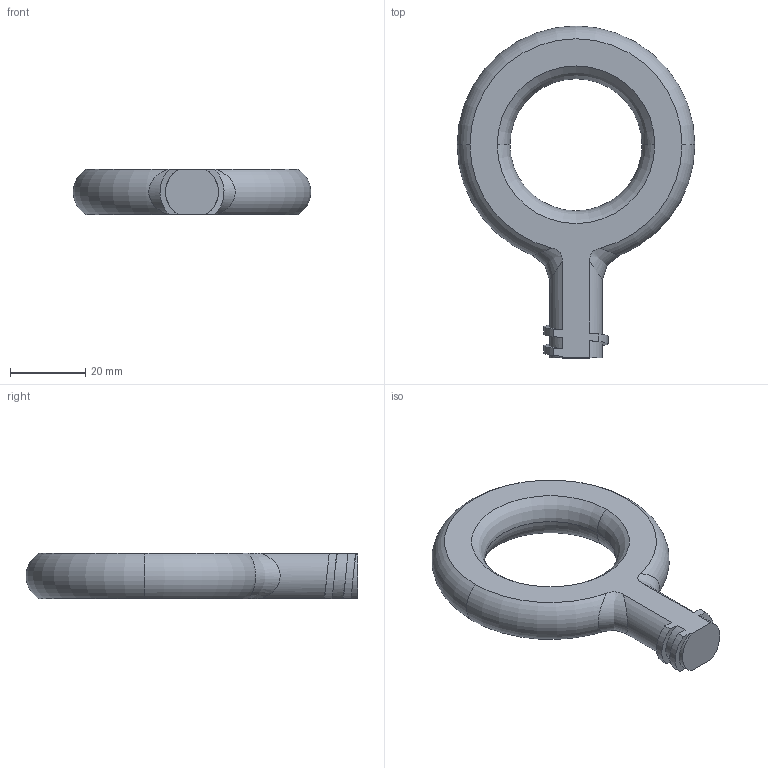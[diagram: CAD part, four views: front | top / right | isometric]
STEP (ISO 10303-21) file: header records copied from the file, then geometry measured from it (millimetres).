
FILE_DESCRIPTION (( 'STEP AP214' ), '1' );
FILE_NAME ('oarlock.STEP', '2022-11-26T05:09:56', ( '' ), ( '' ), 'SwSTEP 2.0', 'SolidWorks 2020', '' );
FILE_SCHEMA (( 'AUTOMOTIVE_DESIGN' ));
Length unit declared in the file: millimetre
Products named in the file (1): oarlock
Bounding box: 63 x 88 x 12 mm (x, y, z)
Volume: 26159.2 mm3; surface area: 7950.1 mm2
Topology: 1 solids, 1 shells, 26 faces, 70 edges, 46 vertices
Faces by surface type: bspline 11, torus 7, cylinder 5, plane 3
Entity records: 1927 total; most frequent: CARTESIAN_POINT 1352, ORIENTED_EDGE 140, DIRECTION 84, EDGE_CURVE 70, VERTEX_POINT 46, AXIS2_PLACEMENT_3D 36, EDGE_LOOP 28, ADVANCED_FACE 26
